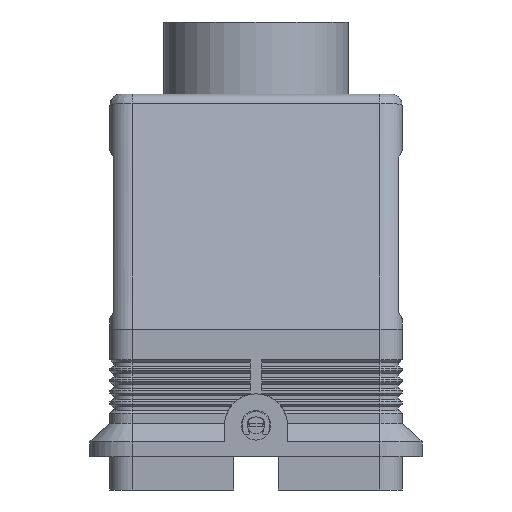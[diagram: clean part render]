
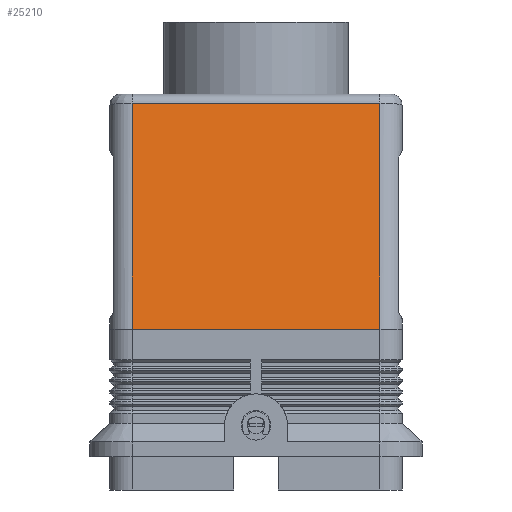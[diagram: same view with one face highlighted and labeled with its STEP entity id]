
A CAD part, left-side view. The second image highlights one B-rep face of the part: STEP entity #25210.
In plain terms, the highlighted planar face has unit normal (-0.984, 0, 0.18).
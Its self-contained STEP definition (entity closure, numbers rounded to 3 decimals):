
#3550=CARTESIAN_POINT('',(-49.315,33.5,115.54));
#3560=DIRECTION('',(0.,-1.,0.));
#3570=VECTOR('',#3560,67.);
#3580=LINE('',#3550,#3570);
#3590=CARTESIAN_POINT('',(-49.315,33.5,115.54));
#3600=VERTEX_POINT('',#3590);
#3610=CARTESIAN_POINT('',(-49.315,-33.5,115.54));
#3620=VERTEX_POINT('',#3610);
#3630=EDGE_CURVE('',#3600,#3620,#3580,.T.);
#15850=CARTESIAN_POINT('',(-60.5,-33.5,54.455));
#15860=VERTEX_POINT('',#15850);
#15890=CARTESIAN_POINT('',(-49.315,-33.5,115.54));
#15900=DIRECTION('',(-0.18,0.,-0.984));
#15910=VECTOR('',#15900,69.135);
#15920=LINE('',#15890,#15910);
#15930=EDGE_CURVE('',#3620,#15860,#15920,.T.);
#22770=CARTESIAN_POINT('',(-61.767,33.5,47.536));
#22780=DIRECTION('',(0.18,0.,0.984));
#22790=VECTOR('',#22780,69.135);
#22800=LINE('',#22770,#22790);
#22810=CARTESIAN_POINT('',(-60.5,33.5,54.455));
#22820=VERTEX_POINT('',#22810);
#22830=EDGE_CURVE('',#22820,#3600,#22800,.T.);
#25050=CARTESIAN_POINT('',(-48.865,0.,118.));
#25060=DIRECTION('',(-0.984,0.,0.18));
#25070=DIRECTION('',(0.18,0.,0.984));
#25080=AXIS2_PLACEMENT_3D('',#25050,#25060,#25070);
#25090=PLANE('',#25080);
#25100=ORIENTED_EDGE('',*,*,#15930,.F.);
#25110=CARTESIAN_POINT('',(-60.5,0.,54.455));
#25120=DIRECTION('',(0.,-1.,0.));
#25130=VECTOR('',#25120,1.);
#25140=LINE('',#25110,#25130);
#25150=EDGE_CURVE('',#22820,#15860,#25140,.T.);
#25160=ORIENTED_EDGE('',*,*,#25150,.T.);
#25170=ORIENTED_EDGE('',*,*,#22830,.F.);
#25180=ORIENTED_EDGE('',*,*,#3630,.F.);
#25190=EDGE_LOOP('',(#25180,#25170,#25160,#25100));
#25200=FACE_OUTER_BOUND('',#25190,.T.);
#25210=ADVANCED_FACE('',(#25200),#25090,.T.);
